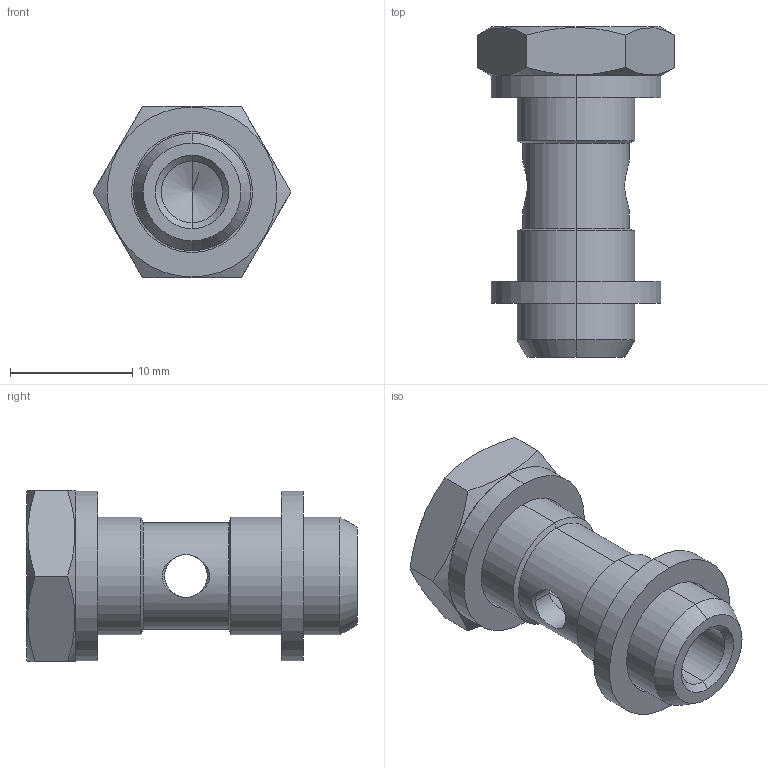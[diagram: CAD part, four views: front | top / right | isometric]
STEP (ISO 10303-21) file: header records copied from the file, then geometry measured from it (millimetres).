
FILE_DESCRIPTION (( 'STEP AP203' ), '1' );
FILE_NAME ('A0210001.STEP', '2009-12-03T10:44:23', ( 'Gabriele' ), ( 'C.Matic srl' ), 'SwSTEP 2.0', 'SolidWorks 2009', '' );
FILE_SCHEMA (( 'CONFIG_CONTROL_DESIGN' ));
Length unit declared in the file: millimetre
Products named in the file (3): A0210001; 001-0182; 003-0046
Assembly tree (3 placements, depth 2):
  A0210001
    003-0046  x2
    001-0182
Bounding box: 16.17 x 27 x 14 mm (x, y, z)
Volume: 2008 mm3; surface area: 2106 mm2
Topology: 3 solids, 3 shells, 53 faces, 122 edges, 75 vertices
Faces by surface type: cylinder 20, cone 20, plane 13
Entity records: 1957 total; most frequent: CARTESIAN_POINT 574, DIRECTION 224, ORIENTED_EDGE 216, EDGE_CURVE 108, AXIS2_PLACEMENT_3D 93, VERTEX_POINT 67, EDGE_LOOP 55, ADVANCED_FACE 47
